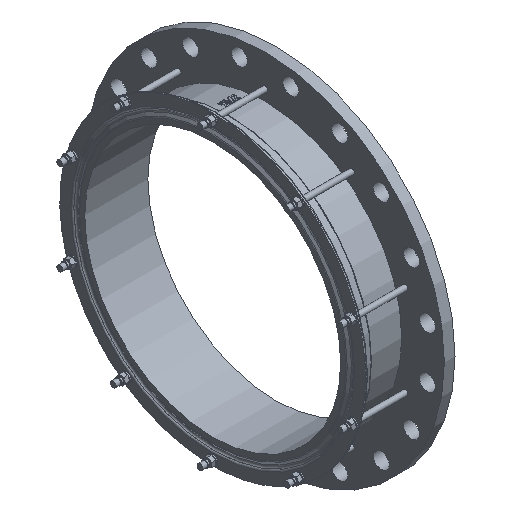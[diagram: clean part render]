
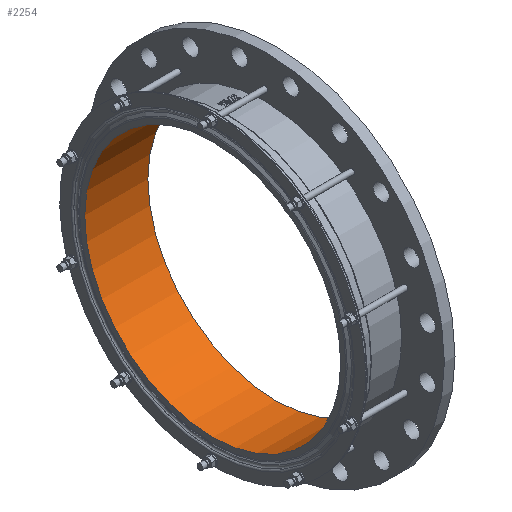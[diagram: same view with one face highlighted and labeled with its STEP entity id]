
A CAD part, isometric view. The second image highlights one B-rep face of the part: STEP entity #2254.
In plain terms, the highlighted cylindrical face has radius 300 mm (diameter 600 mm), a full revolution.
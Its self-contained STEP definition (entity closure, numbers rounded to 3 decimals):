
#696 = CARTESIAN_POINT ( 'NONE',  ( 100., 0., -300. ) ) ;
#730 = CARTESIAN_POINT ( 'NONE',  ( -48., 0., -300. ) ) ;
#1336 = EDGE_CURVE ( 'NONE', #2011, #2011, #4468, .T. ) ;
#1447 = EDGE_CURVE ( 'NONE', #2045, #2045, #4538, .T. ) ;
#2011 = VERTEX_POINT ( 'NONE', #696 ) ;
#2045 = VERTEX_POINT ( 'NONE', #730 ) ;
#2254 = ADVANCED_FACE ( 'NONE', ( #4743, #4748 ), #4750, .F. ) ;
#3110 = ORIENTED_EDGE ( 'NONE', *, *, #1336, .T. ) ;
#3111 = ORIENTED_EDGE ( 'NONE', *, *, #1447, .F. ) ;
#3208 = EDGE_LOOP ( 'NONE', ( #3110 ) ) ;
#3209 = EDGE_LOOP ( 'NONE', ( #3111 ) ) ;
#4468 = CIRCLE ( 'NONE', #5261, 300. ) ;
#4538 = CIRCLE ( 'NONE', #5295, 300. ) ;
#4743 = FACE_OUTER_BOUND ( 'NONE', #3208, .T. ) ;
#4748 = FACE_OUTER_BOUND ( 'NONE', #3209, .T. ) ;
#4750 = CYLINDRICAL_SURFACE ( 'NONE', #5633, 300. ) ;
#5261 = AXIS2_PLACEMENT_3D ( 'NONE', #7237, #7231, #7226 ) ;
#5295 = AXIS2_PLACEMENT_3D ( 'NONE', #7367, #7366, #7364 ) ;
#5633 = AXIS2_PLACEMENT_3D ( 'NONE', #5889, #5888, #5892 ) ;
#5888 = DIRECTION ( 'NONE',  ( 1., 0., 0. ) ) ;
#5889 = CARTESIAN_POINT ( 'NONE',  ( -78., 0., 0. ) ) ;
#5892 = DIRECTION ( 'NONE',  ( 0., 0., -1. ) ) ;
#7226 = DIRECTION ( 'NONE',  ( 0., 0., -1. ) ) ;
#7231 = DIRECTION ( 'NONE',  ( 1., 0., 0. ) ) ;
#7237 = CARTESIAN_POINT ( 'NONE',  ( 100., 0., 0. ) ) ;
#7364 = DIRECTION ( 'NONE',  ( 0., 0., -1. ) ) ;
#7366 = DIRECTION ( 'NONE',  ( 1., 0., 0. ) ) ;
#7367 = CARTESIAN_POINT ( 'NONE',  ( -48., 0., 0. ) ) ;
